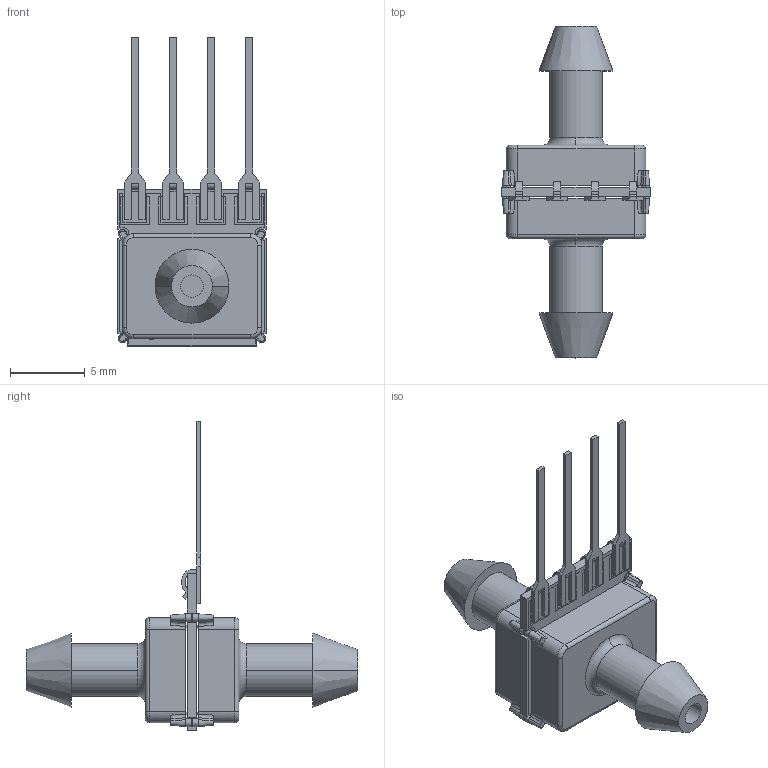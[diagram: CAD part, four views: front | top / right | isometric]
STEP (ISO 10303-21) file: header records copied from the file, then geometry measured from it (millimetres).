
FILE_DESCRIPTION (( 'STEP AP203' ), '1' );
FILE_NAME ('HAAH.STEP', '2020-01-31T18:16:26', ( '' ), ( '' ), 'SwSTEP 2.0', 'SolidWorks 2010', '' );
FILE_SCHEMA (( 'CONFIG_CONTROL_DESIGN' ));
Length unit declared in the file: inch
Products named in the file (4): HAAH; Lead-0.10PitchStraightCenter Cut With Sheet metal Bend; ceramic-SIP; AS01-01-045 Rev A
Assembly tree (7 placements, depth 2):
  HAAH
    AS01-01-045 Rev A  x2
    Lead-0.10PitchStraightCenter Cut With Sheet metal Bend  x4
    ceramic-SIP
Bounding box: 9.9 x 22.14 x 20.67 mm (x, y, z)
Volume: 421.6 mm3; surface area: 1496.3 mm2
Topology: 15 solids, 15 shells, 540 faces, 1394 edges, 904 vertices
Faces by surface type: plane 324, cylinder 132, torus 36, cone 32, bspline 16
Entity records: 11124 total; most frequent: CARTESIAN_POINT 2121, DIRECTION 1770, ORIENTED_EDGE 1764, EDGE_CURVE 882, LINE 616, VECTOR 616, AXIS2_PLACEMENT_3D 577, VERTEX_POINT 576
